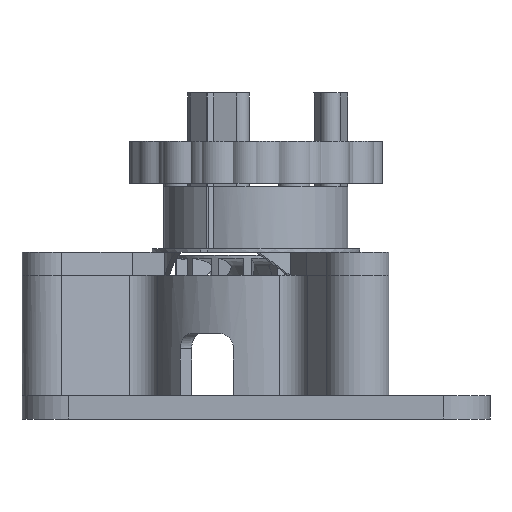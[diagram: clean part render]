
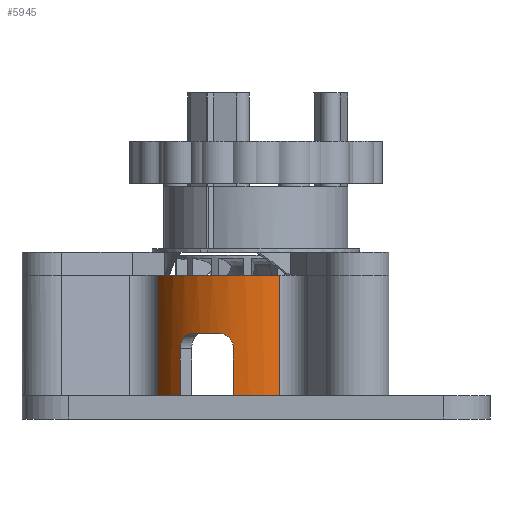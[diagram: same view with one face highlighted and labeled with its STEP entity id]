
A CAD part, left-side view. The second image highlights one B-rep face of the part: STEP entity #5945.
In plain terms, the highlighted cylindrical face has radius 6.6 mm (diameter 13.2 mm), a partial arc.
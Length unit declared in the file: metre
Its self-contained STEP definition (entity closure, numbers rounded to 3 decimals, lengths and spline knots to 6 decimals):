
#270=LINE('',#13238,#706);
#271=LINE('',#13243,#707);
#272=LINE('',#13247,#708);
#273=LINE('',#13251,#709);
#706=VECTOR('',#7747,1.);
#707=VECTOR('',#7750,1.);
#708=VECTOR('',#7753,1.);
#709=VECTOR('',#7756,1.);
#1146=B_SPLINE_CURVE_WITH_KNOTS('',3,(#13253,#13254,#13255,#13256,#13257),
 .UNSPECIFIED.,.F.,.F.,(4,1,4),(0.,0.5,1.),.UNSPECIFIED.);
#1147=B_SPLINE_CURVE_WITH_KNOTS('',3,(#13261,#13262,#13263,#13264,#13265),
 .UNSPECIFIED.,.F.,.F.,(4,1,4),(0.,0.5,1.),.UNSPECIFIED.);
#2204=ORIENTED_EDGE('',*,*,#3467,.F.);
#2205=ORIENTED_EDGE('',*,*,#3468,.T.);
#2206=ORIENTED_EDGE('',*,*,#3469,.T.);
#2207=ORIENTED_EDGE('',*,*,#3470,.F.);
#2208=ORIENTED_EDGE('',*,*,#3471,.T.);
#2209=ORIENTED_EDGE('',*,*,#3472,.T.);
#2210=ORIENTED_EDGE('',*,*,#3473,.T.);
#2211=ORIENTED_EDGE('',*,*,#3474,.T.);
#2212=ORIENTED_EDGE('',*,*,#3475,.F.);
#2213=ORIENTED_EDGE('',*,*,#3476,.F.);
#3467=EDGE_CURVE('',#4183,#4184,#270,.T.);
#3468=EDGE_CURVE('',#4183,#4185,#4606,.T.);
#3469=EDGE_CURVE('',#4185,#4186,#271,.F.);
#3470=EDGE_CURVE('',#4187,#4186,#4607,.T.);
#3471=EDGE_CURVE('',#4187,#4188,#272,.T.);
#3472=EDGE_CURVE('',#4188,#4189,#4608,.T.);
#3473=EDGE_CURVE('',#4189,#4190,#273,.T.);
#3474=EDGE_CURVE('',#4190,#4191,#1146,.T.);
#3475=EDGE_CURVE('',#4192,#4191,#4609,.T.);
#3476=EDGE_CURVE('',#4184,#4192,#1147,.T.);
#4183=VERTEX_POINT('',#13239);
#4184=VERTEX_POINT('',#13240);
#4185=VERTEX_POINT('',#13242);
#4186=VERTEX_POINT('',#13244);
#4187=VERTEX_POINT('',#13246);
#4188=VERTEX_POINT('',#13248);
#4189=VERTEX_POINT('',#13250);
#4190=VERTEX_POINT('',#13252);
#4191=VERTEX_POINT('',#13258);
#4192=VERTEX_POINT('',#13260);
#4606=CIRCLE('',#6506,0.0066);
#4607=CIRCLE('',#6507,0.0066);
#4608=CIRCLE('',#6508,0.0066);
#4609=CIRCLE('',#6509,0.0066);
#5007=EDGE_LOOP('',(#2204,#2205,#2206,#2207,#2208,#2209,#2210,#2211,#2212,
#2213));
#5444=FACE_BOUND('',#5007,.T.);
#5697=CYLINDRICAL_SURFACE('',#6505,0.0066);
#5945=ADVANCED_FACE('',(#5444),#5697,.T.);
#6505=AXIS2_PLACEMENT_3D('',#13237,#7745,#7746);
#6506=AXIS2_PLACEMENT_3D('',#13241,#7748,#7749);
#6507=AXIS2_PLACEMENT_3D('',#13245,#7751,#7752);
#6508=AXIS2_PLACEMENT_3D('',#13249,#7754,#7755);
#6509=AXIS2_PLACEMENT_3D('',#13259,#7757,#7758);
#7745=DIRECTION('',(0.,0.,-1.));
#7746=DIRECTION('',(-1.,0.,0.));
#7747=DIRECTION('',(0.,0.,1.));
#7748=DIRECTION('',(0.,0.,1.));
#7749=DIRECTION('',(1.,0.,0.));
#7750=DIRECTION('',(0.,0.,-1.));
#7751=DIRECTION('',(0.,0.,1.));
#7752=DIRECTION('',(1.,0.,0.));
#7753=DIRECTION('',(0.,0.,-1.));
#7754=DIRECTION('',(0.,0.,1.));
#7755=DIRECTION('',(1.,0.,0.));
#7756=DIRECTION('',(0.,0.,1.));
#7757=DIRECTION('',(0.,0.,-1.));
#7758=DIRECTION('',(-1.,0.,0.));
#13237=CARTESIAN_POINT('',(0.,0.,0.0015));
#13238=CARTESIAN_POINT('',(-0.00644,0.001444,0.0035));
#13239=CARTESIAN_POINT('',(-0.00644,0.001444,0.0015));
#13240=CARTESIAN_POINT('',(-0.00644,0.001444,0.0045));
#13241=CARTESIAN_POINT('',(0.,0.,0.0015));
#13242=CARTESIAN_POINT('',(-0.006426,-0.001504,0.0015));
#13243=CARTESIAN_POINT('',(-0.006426,-0.001504,0.0015));
#13244=CARTESIAN_POINT('',(-0.006426,-0.001504,0.0092));
#13245=CARTESIAN_POINT('',(0.,0.,0.0092));
#13246=CARTESIAN_POINT('',(-0.00191,0.006317,0.0092));
#13247=CARTESIAN_POINT('',(-0.00191,0.006317,0.0015));
#13248=CARTESIAN_POINT('',(-0.00191,0.006317,0.0015));
#13249=CARTESIAN_POINT('',(0.,0.,0.0015));
#13250=CARTESIAN_POINT('',(-0.004471,0.004855,0.0015));
#13251=CARTESIAN_POINT('',(-0.004471,0.004855,0.0035));
#13252=CARTESIAN_POINT('',(-0.004471,0.004855,0.0045));
#13253=CARTESIAN_POINT('',(-0.004471,0.004855,0.0045));
#13254=CARTESIAN_POINT('',(-0.004471,0.004855,0.004765));
#13255=CARTESIAN_POINT('',(-0.004635,0.004711,0.005282));
#13256=CARTESIAN_POINT('',(-0.004986,0.004332,0.0055));
#13257=CARTESIAN_POINT('',(-0.005152,0.004125,0.0055));
#13258=CARTESIAN_POINT('',(-0.005152,0.004125,0.0055));
#13259=CARTESIAN_POINT('',(0.,0.,0.0055));
#13260=CARTESIAN_POINT('',(-0.006148,0.002399,0.0055));
#13261=CARTESIAN_POINT('',(-0.00644,0.001444,0.0045));
#13262=CARTESIAN_POINT('',(-0.00644,0.001444,0.004765));
#13263=CARTESIAN_POINT('',(-0.006397,0.001659,0.005282));
#13264=CARTESIAN_POINT('',(-0.006245,0.002152,0.0055));
#13265=CARTESIAN_POINT('',(-0.006148,0.002399,0.0055));
